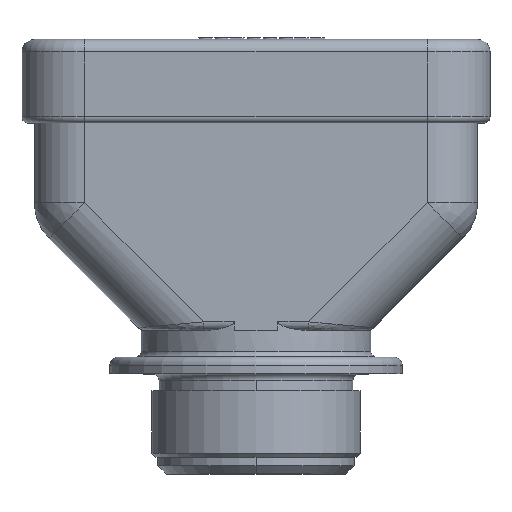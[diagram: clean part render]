
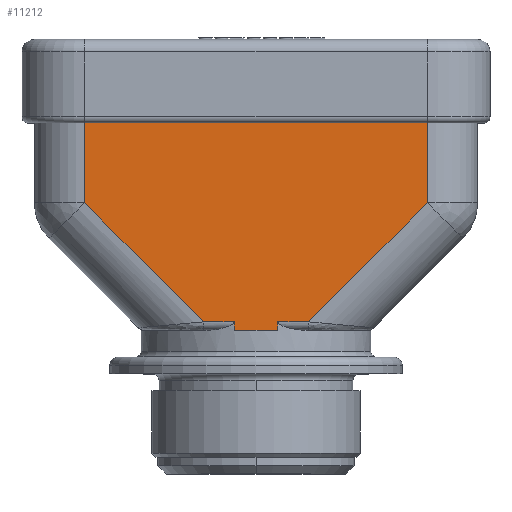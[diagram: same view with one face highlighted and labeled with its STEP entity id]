
A CAD part, top view. The second image highlights one B-rep face of the part: STEP entity #11212.
In plain terms, the highlighted planar face has unit normal (0, 0, 1).
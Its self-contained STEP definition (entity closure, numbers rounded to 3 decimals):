
#8681=DIRECTION('',(-1.,0.,0.));
#8682=VECTOR('',#8681,3.655);
#8683=CARTESIAN_POINT('',(-2.61,18.2,13.5));
#8684=LINE('',#8683,#8682);
#8694=DIRECTION('',(0.,1.,0.));
#8695=VECTOR('',#8694,1.);
#8696=CARTESIAN_POINT('',(-2.61,17.2,13.5));
#8697=LINE('',#8696,#8695);
#8698=DIRECTION('',(0.,-1.,0.));
#8699=VECTOR('',#8698,1.);
#8700=CARTESIAN_POINT('',(2.61,18.2,13.5));
#8701=LINE('',#8700,#8699);
#9345=CARTESIAN_POINT('',(2.61,18.2,13.5));
#9370=DIRECTION('',(-1.,0.,0.));
#9371=VECTOR('',#9370,3.655);
#9372=CARTESIAN_POINT('',(6.265,18.2,13.5));
#9373=LINE('',#9372,#9371);
#9378=DIRECTION('',(1.,0.,0.));
#9379=VECTOR('',#9378,41.);
#9380=CARTESIAN_POINT('',(-20.5,49.,13.5));
#9381=LINE('',#9380,#9379);
#9382=DIRECTION('',(0.707,0.707,0.));
#9383=VECTOR('',#9382,20.132);
#9384=CARTESIAN_POINT('',(6.265,18.2,13.5));
#9385=LINE('',#9384,#9383);
#9386=DIRECTION('',(0.707,-0.707,0.));
#9387=VECTOR('',#9386,20.132);
#9388=CARTESIAN_POINT('',(-20.5,32.435,13.5));
#9389=LINE('',#9388,#9387);
#9409=DIRECTION('',(0.,1.,0.));
#9410=VECTOR('',#9409,16.565);
#9411=CARTESIAN_POINT('',(-20.5,32.435,13.5));
#9412=LINE('',#9411,#9410);
#9421=DIRECTION('',(0.,-1.,0.));
#9422=VECTOR('',#9421,16.565);
#9423=CARTESIAN_POINT('',(20.5,49.,13.5));
#9424=LINE('',#9423,#9422);
#9463=DIRECTION('',(-1.,0.,0.));
#9464=VECTOR('',#9463,5.22);
#9465=CARTESIAN_POINT('',(2.61,17.2,13.5));
#9466=LINE('',#9465,#9464);
#9583=VERTEX_POINT('',#9345);
#9603=CARTESIAN_POINT('',(2.61,17.2,13.5));
#9604=VERTEX_POINT('',#9603);
#9609=CARTESIAN_POINT('',(-2.61,17.2,13.5));
#9610=CARTESIAN_POINT('',(-2.61,18.2,13.5));
#9611=VERTEX_POINT('',#9609);
#9612=VERTEX_POINT('',#9610);
#9624=CARTESIAN_POINT('',(20.5,49.,13.5));
#9626=VERTEX_POINT('',#9624);
#9629=CARTESIAN_POINT('',(20.5,32.435,13.5));
#9630=VERTEX_POINT('',#9629);
#9631=CARTESIAN_POINT('',(6.265,18.2,13.5));
#9632=VERTEX_POINT('',#9631);
#9635=CARTESIAN_POINT('',(-6.265,18.2,13.5));
#9636=VERTEX_POINT('',#9635);
#9653=CARTESIAN_POINT('',(-20.5,49.,13.5));
#9655=VERTEX_POINT('',#9653);
#9661=CARTESIAN_POINT('',(-20.5,32.435,13.5));
#9662=VERTEX_POINT('',#9661);
#11190=CARTESIAN_POINT('',(0.,0.,13.5));
#11191=DIRECTION('',(0.,0.,1.));
#11192=DIRECTION('',(1.,0.,0.));
#11193=AXIS2_PLACEMENT_3D('',#11190,#11191,#11192);
#11194=PLANE('',#11193);
#11196=ORIENTED_EDGE('',*,*,#11195,.T.);
#11198=ORIENTED_EDGE('',*,*,#11197,.T.);
#11200=ORIENTED_EDGE('',*,*,#11199,.F.);
#11201=ORIENTED_EDGE('',*,*,#11182,.T.);
#11202=ORIENTED_EDGE('',*,*,#10084,.T.);
#11204=ORIENTED_EDGE('',*,*,#11203,.T.);
#11205=ORIENTED_EDGE('',*,*,#10080,.T.);
#11206=ORIENTED_EDGE('',*,*,#10061,.T.);
#11207=ORIENTED_EDGE('',*,*,#9930,.F.);
#11209=ORIENTED_EDGE('',*,*,#11208,.T.);
#11210=EDGE_LOOP('',(#11196,#11198,#11200,#11201,#11202,#11204,#11205,#11206,
#11207,#11209));
#11211=FACE_OUTER_BOUND('',#11210,.F.);
#11212=ADVANCED_FACE('',(#11211),#11194,.T.);
#9930=EDGE_CURVE('',#9662,#9636,#9389,.T.);
#10061=EDGE_CURVE('',#9612,#9636,#8684,.T.);
#10080=EDGE_CURVE('',#9611,#9612,#8697,.T.);
#10084=EDGE_CURVE('',#9583,#9604,#8701,.T.);
#11182=EDGE_CURVE('',#9632,#9583,#9373,.T.);
#11195=EDGE_CURVE('',#9655,#9626,#9381,.T.);
#11197=EDGE_CURVE('',#9626,#9630,#9424,.T.);
#11199=EDGE_CURVE('',#9632,#9630,#9385,.T.);
#11203=EDGE_CURVE('',#9604,#9611,#9466,.T.);
#11208=EDGE_CURVE('',#9662,#9655,#9412,.T.);
